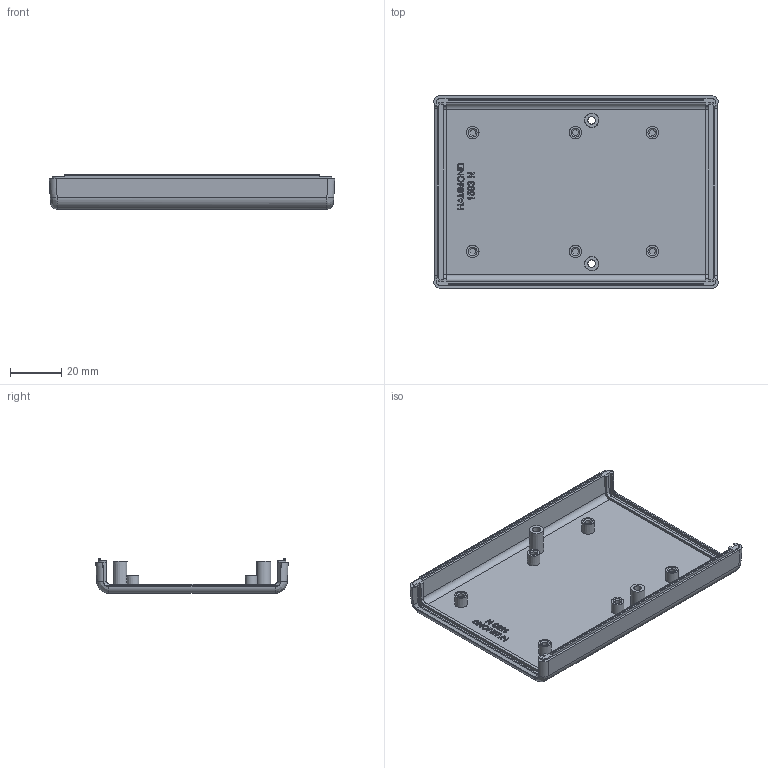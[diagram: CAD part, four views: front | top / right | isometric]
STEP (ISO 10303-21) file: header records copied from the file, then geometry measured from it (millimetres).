
FILE_DESCRIPTION((''),'2;1');
FILE_NAME('1593N-TOP.stp','2008-03-18T12:19:43',('rboehler'),(''),'Autodesk Inventor 2008','Autodesk Inventor 2008','');
FILE_SCHEMA(('AUTOMOTIVE_DESIGN { 1 0 10303 214 1 1 1 1 }'));
Length unit declared in the file: millimetre
Products named in the file (1): 1593N Bottom
Bounding box: 111.21 x 74.96 x 13.5 mm (x, y, z)
Volume: 26700.5 mm3; surface area: 23094.6 mm2
Topology: 1 solids, 1 shells, 309 faces, 817 edges, 540 vertices
Faces by surface type: plane 157, bspline 107, cylinder 34, torus 6, cone 5
Full cylindrical faces by diameter (mm): 2.38 x3, 3 x1
Entity records: 11060 total; most frequent: CARTESIAN_POINT 4090, ORIENTED_EDGE 1582, DIRECTION 1099, EDGE_CURVE 791, VERTEX_POINT 538, VECTOR 493, LINE 493, EDGE_LOOP 367
